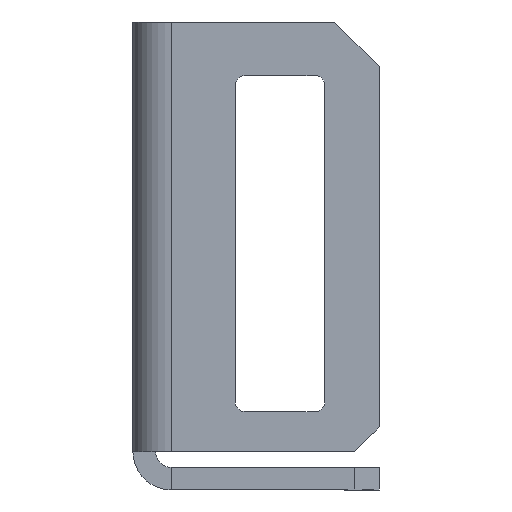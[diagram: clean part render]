
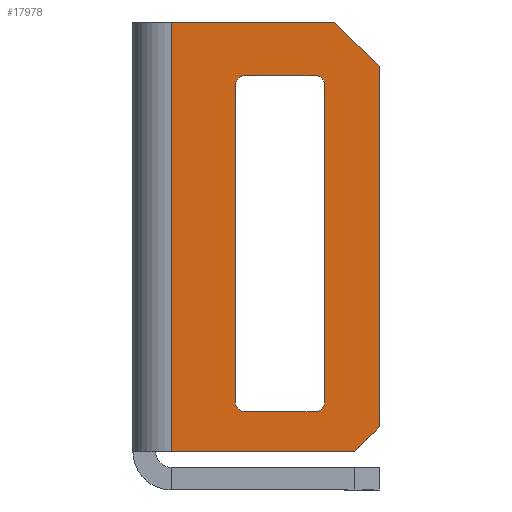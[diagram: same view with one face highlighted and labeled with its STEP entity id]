
A CAD part, left-side view. The second image highlights one B-rep face of the part: STEP entity #17978.
In plain terms, the highlighted planar face has unit normal (-1, 0, 0).
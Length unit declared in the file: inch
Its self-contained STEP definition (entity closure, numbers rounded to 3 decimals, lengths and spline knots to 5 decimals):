
#2504 = LINE ( 'NONE', #2751, #3000 ) ;
#2751 = CARTESIAN_POINT ( 'NONE',  ( -10.22449, -0.162, -2.00468 ) ) ;
#2937 = CARTESIAN_POINT ( 'NONE',  ( -10.22449, -0.162, -2.66668 ) ) ;
#3000 = VECTOR ( 'NONE', #3458, 39.37008 ) ;
#3066 = DIRECTION ( 'NONE',  ( 0., -1., 0. ) ) ;
#3067 = DIRECTION ( 'NONE',  ( 1., 0., 0. ) ) ;
#3068 = CARTESIAN_POINT ( 'NONE',  ( -10.22449, -0.182, -2.66668 ) ) ;
#3069 = AXIS2_PLACEMENT_3D ( 'NONE', #3068, #3067, #3066 ) ;
#3070 = CIRCLE ( 'NONE', #3069, 0.02 ) ;
#3321 = CARTESIAN_POINT ( 'NONE',  ( -10.22449, -0.454, -1.98568 ) ) ;
#3324 = CARTESIAN_POINT ( 'NONE',  ( -10.22449, -0.032, -2.76768 ) ) ;
#3326 = DIRECTION ( 'NONE',  ( 0., 0., -1. ) ) ;
#3328 = VECTOR ( 'NONE', #3326, 39.37008 ) ;
#3329 = CARTESIAN_POINT ( 'NONE',  ( -10.22449, -0.032, -1.89568 ) ) ;
#3331 = LINE ( 'NONE', #3329, #3328 ) ;
#3336 = CARTESIAN_POINT ( 'NONE',  ( -10.22449, -0.344, -2.02468 ) ) ;
#3338 = CARTESIAN_POINT ( 'NONE',  ( -10.22449, -0.404, -2.76768 ) ) ;
#3339 = DIRECTION ( 'NONE',  ( 0., 0., -1. ) ) ;
#3341 = VECTOR ( 'NONE', #3339, 39.37008 ) ;
#3343 = CARTESIAN_POINT ( 'NONE',  ( -10.22449, -0.344, -2.68668 ) ) ;
#3345 = LINE ( 'NONE', #3343, #3341 ) ;
#3349 = DIRECTION ( 'NONE',  ( 0., 1., 0. ) ) ;
#3350 = VECTOR ( 'NONE', #3349, 39.37008 ) ;
#3352 = CARTESIAN_POINT ( 'NONE',  ( -10.22449, 0., -1.89568 ) ) ;
#3353 = LINE ( 'NONE', #3352, #3350 ) ;
#3357 = DIRECTION ( 'NONE',  ( 0., -1., 0. ) ) ;
#3358 = DIRECTION ( 'NONE',  ( 1., 0., 0. ) ) ;
#3360 = CARTESIAN_POINT ( 'NONE',  ( -10.22449, -0.324, -2.02468 ) ) ;
#3361 = AXIS2_PLACEMENT_3D ( 'NONE', #3360, #3358, #3357 ) ;
#3363 = CIRCLE ( 'NONE', #3361, 0.02 ) ;
#3368 = CARTESIAN_POINT ( 'NONE',  ( -10.22449, -0.032, -1.89568 ) ) ;
#3391 = DIRECTION ( 'NONE',  ( 0., 1., 0. ) ) ;
#3393 = DIRECTION ( 'NONE',  ( -1., 0., 0. ) ) ;
#3395 = CARTESIAN_POINT ( 'NONE',  ( -10.22449, 0., -1.89568 ) ) ;
#3397 = AXIS2_PLACEMENT_3D ( 'NONE', #3395, #3393, #3391 ) ;
#3399 = PLANE ( 'NONE',  #3397 ) ;
#3402 = FACE_BOUND ( 'NONE', #18075, .T. ) ;
#3404 = FACE_OUTER_BOUND ( 'NONE', #17997, .T. ) ;
#3430 = CARTESIAN_POINT ( 'NONE',  ( -10.22449, -0.324, -2.00468 ) ) ;
#3433 = DIRECTION ( 'NONE',  ( 0., 0.707, 0.707 ) ) ;
#3434 = VECTOR ( 'NONE', #3433, 39.37008 ) ;
#3436 = CARTESIAN_POINT ( 'NONE',  ( -10.22449, -0.182, -1.71368 ) ) ;
#3438 = LINE ( 'NONE', #3436, #3434 ) ;
#3442 = CARTESIAN_POINT ( 'NONE',  ( -10.22449, -0.454, -2.71768 ) ) ;
#3445 = CARTESIAN_POINT ( 'NONE',  ( -10.22449, -0.344, -2.66668 ) ) ;
#3447 = DIRECTION ( 'NONE',  ( 0., 1., 0. ) ) ;
#3448 = VECTOR ( 'NONE', #3447, 39.37008 ) ;
#3451 = CARTESIAN_POINT ( 'NONE',  ( -10.22449, -0.162, -2.68668 ) ) ;
#3453 = LINE ( 'NONE', #3451, #3448 ) ;
#3458 = DIRECTION ( 'NONE',  ( 0., -1., 0. ) ) ;
#3460 = CIRCLE ( 'NONE', #3597, 0.02 ) ;
#3569 = CARTESIAN_POINT ( 'NONE',  ( -10.22449, -0.162, -2.02468 ) ) ;
#3570 = DIRECTION ( 'NONE',  ( 0., 0., 1. ) ) ;
#3571 = VECTOR ( 'NONE', #3570, 39.37008 ) ;
#3573 = CARTESIAN_POINT ( 'NONE',  ( -10.22449, -0.162, -2.68668 ) ) ;
#3575 = LINE ( 'NONE', #3573, #3571 ) ;
#3592 = DIRECTION ( 'NONE',  ( 0., -1., 0. ) ) ;
#3594 = DIRECTION ( 'NONE',  ( 1., 0., 0. ) ) ;
#3596 = CARTESIAN_POINT ( 'NONE',  ( -10.22449, -0.182, -2.02468 ) ) ;
#3597 = AXIS2_PLACEMENT_3D ( 'NONE', #3596, #3594, #3592 ) ;
#3602 = LINE ( 'NONE', #3740, #3738 ) ;
#3604 = DIRECTION ( 'NONE',  ( 0., -0.707, 0.707 ) ) ;
#3606 = VECTOR ( 'NONE', #3604, 39.37008 ) ;
#3608 = CARTESIAN_POINT ( 'NONE',  ( -10.22449, -0.638, -2.53368 ) ) ;
#3609 = LINE ( 'NONE', #3608, #3606 ) ;
#3613 = CARTESIAN_POINT ( 'NONE',  ( -10.22449, -0.324, -2.68668 ) ) ;
#3615 = DIRECTION ( 'NONE',  ( 0., -1., 0. ) ) ;
#3616 = DIRECTION ( 'NONE',  ( 1., 0., 0. ) ) ;
#3618 = CARTESIAN_POINT ( 'NONE',  ( -10.22449, -0.324, -2.66668 ) ) ;
#3619 = AXIS2_PLACEMENT_3D ( 'NONE', #3618, #3616, #3615 ) ;
#3621 = CIRCLE ( 'NONE', #3619, 0.02 ) ;
#3627 = CARTESIAN_POINT ( 'NONE',  ( -10.22449, -0.182, -2.00468 ) ) ;
#3629 = CARTESIAN_POINT ( 'NONE',  ( -10.22449, -0.182, -2.68668 ) ) ;
#3632 = DIRECTION ( 'NONE',  ( 0., 0., 1. ) ) ;
#3633 = VECTOR ( 'NONE', #3632, 39.37008 ) ;
#3634 = CARTESIAN_POINT ( 'NONE',  ( -10.22449, -0.454, -1.89568 ) ) ;
#3636 = LINE ( 'NONE', #3634, #3633 ) ;
#3734 = CARTESIAN_POINT ( 'NONE',  ( -10.22449, -0.364, -1.89568 ) ) ;
#3737 = DIRECTION ( 'NONE',  ( 0., -1., 0. ) ) ;
#3738 = VECTOR ( 'NONE', #3737, 39.37008 ) ;
#3740 = CARTESIAN_POINT ( 'NONE',  ( -10.22449, 0., -2.76768 ) ) ;
#17656 = VERTEX_POINT ( 'NONE', #2937 ) ;
#17768 = EDGE_CURVE ( 'NONE', #18065, #17656, #3070, .T. ) ;
#17930 = ORIENTED_EDGE ( 'NONE', *, *, #17768, .T. ) ;
#17932 = ORIENTED_EDGE ( 'NONE', *, *, #17940, .T. ) ;
#17934 = VERTEX_POINT ( 'NONE', #3368 ) ;
#17936 = EDGE_CURVE ( 'NONE', #17965, #17946, #3363, .T. ) ;
#17939 = ORIENTED_EDGE ( 'NONE', *, *, #17963, .T. ) ;
#17940 = EDGE_CURVE ( 'NONE', #18081, #17934, #3353, .T. ) ;
#17941 = ORIENTED_EDGE ( 'NONE', *, *, #17948, .T. ) ;
#17942 = EDGE_CURVE ( 'NONE', #17946, #17960, #3345, .T. ) ;
#17943 = VERTEX_POINT ( 'NONE', #3338 ) ;
#17945 = ORIENTED_EDGE ( 'NONE', *, *, #18073, .T. ) ;
#17946 = VERTEX_POINT ( 'NONE', #3336 ) ;
#17948 = EDGE_CURVE ( 'NONE', #17934, #17950, #3331, .T. ) ;
#17950 = VERTEX_POINT ( 'NONE', #3324 ) ;
#17952 = VERTEX_POINT ( 'NONE', #3321 ) ;
#17954 = EDGE_CURVE ( 'NONE', #18067, #17965, #2504, .T. ) ;
#17957 = EDGE_CURVE ( 'NONE', #18072, #18065, #3453, .T. ) ;
#17959 = ORIENTED_EDGE ( 'NONE', *, *, #17942, .T. ) ;
#17960 = VERTEX_POINT ( 'NONE', #3445 ) ;
#17961 = ORIENTED_EDGE ( 'NONE', *, *, #18062, .T. ) ;
#17962 = VERTEX_POINT ( 'NONE', #3442 ) ;
#17963 = EDGE_CURVE ( 'NONE', #17952, #18081, #3438, .T. ) ;
#17965 = VERTEX_POINT ( 'NONE', #3430 ) ;
#17966 = ORIENTED_EDGE ( 'NONE', *, *, #17936, .T. ) ;
#17978 = ADVANCED_FACE ( 'NONE', ( #3404, #3402 ), #3399, .T. ) ;
#17997 = EDGE_LOOP ( 'NONE', ( #17961, #17939, #17932, #17941, #18077, #17945 ) ) ;
#18017 = EDGE_CURVE ( 'NONE', #18037, #18067, #3460, .T. ) ;
#18026 = ORIENTED_EDGE ( 'NONE', *, *, #18034, .T. ) ;
#18034 = EDGE_CURVE ( 'NONE', #17656, #18037, #3575, .T. ) ;
#18037 = VERTEX_POINT ( 'NONE', #3569 ) ;
#18053 = ORIENTED_EDGE ( 'NONE', *, *, #18017, .T. ) ;
#18062 = EDGE_CURVE ( 'NONE', #17962, #17952, #3636, .T. ) ;
#18065 = VERTEX_POINT ( 'NONE', #3629 ) ;
#18066 = ORIENTED_EDGE ( 'NONE', *, *, #17954, .T. ) ;
#18067 = VERTEX_POINT ( 'NONE', #3627 ) ;
#18068 = EDGE_CURVE ( 'NONE', #17960, #18072, #3621, .T. ) ;
#18069 = ORIENTED_EDGE ( 'NONE', *, *, #17957, .T. ) ;
#18070 = ORIENTED_EDGE ( 'NONE', *, *, #18068, .T. ) ;
#18072 = VERTEX_POINT ( 'NONE', #3613 ) ;
#18073 = EDGE_CURVE ( 'NONE', #17943, #17962, #3609, .T. ) ;
#18075 = EDGE_LOOP ( 'NONE', ( #18066, #17966, #17959, #18070, #18069, #17930, #18026, #18053 ) ) ;
#18077 = ORIENTED_EDGE ( 'NONE', *, *, #18079, .T. ) ;
#18079 = EDGE_CURVE ( 'NONE', #17950, #17943, #3602, .T. ) ;
#18081 = VERTEX_POINT ( 'NONE', #3734 ) ;
